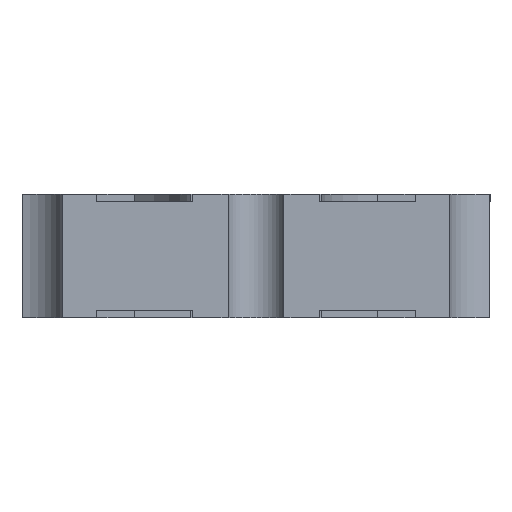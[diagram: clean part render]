
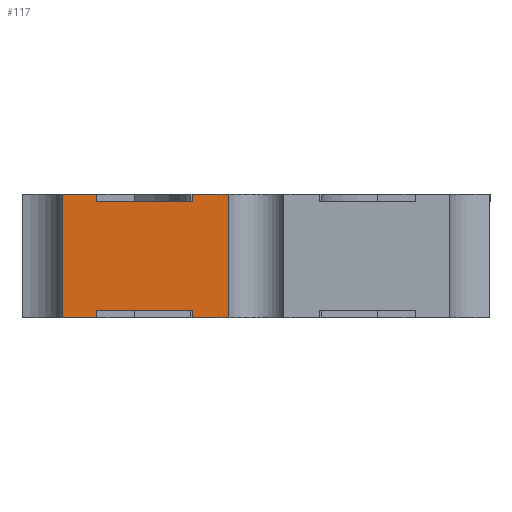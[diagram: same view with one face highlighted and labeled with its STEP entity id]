
A CAD part, left-side view. The second image highlights one B-rep face of the part: STEP entity #117.
In plain terms, the highlighted planar face has unit normal (-1, 0, 0).
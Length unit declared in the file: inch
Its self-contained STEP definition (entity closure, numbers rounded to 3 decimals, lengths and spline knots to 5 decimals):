
#11 = VERTEX_POINT ( 'NONE', #4109 ) ;
#117 = ADVANCED_FACE ( 'NONE', ( #5249 ), #9415, .F. ) ;
#191 = LINE ( 'NONE', #4430, #627 ) ;
#228 = LINE ( 'NONE', #3301, #6934 ) ;
#266 = VECTOR ( 'NONE', #562, 39.37008 ) ;
#562 = DIRECTION ( 'NONE',  ( 0., 1., 0. ) ) ;
#627 = VECTOR ( 'NONE', #5589, 39.37008 ) ;
#812 = VERTEX_POINT ( 'NONE', #12399 ) ;
#917 = CARTESIAN_POINT ( 'NONE',  ( -0.1, 0.065, 0.031 ) ) ;
#1210 = DIRECTION ( 'NONE',  ( 1., 0., 0. ) ) ;
#1316 = CARTESIAN_POINT ( 'NONE',  ( -0.1, 0.017, 0.002 ) ) ;
#1699 = VECTOR ( 'NONE', #11002, 39.37008 ) ;
#1780 = EDGE_CURVE ( 'NONE', #9045, #2143, #4345, .T. ) ;
#1820 = CARTESIAN_POINT ( 'NONE',  ( -0.1, 0.017, 0. ) ) ;
#2143 = VERTEX_POINT ( 'NONE', #1316 ) ;
#2264 = LINE ( 'NONE', #2329, #13056 ) ;
#2329 = CARTESIAN_POINT ( 'NONE',  ( -0.1, 0.065, 0.033 ) ) ;
#2387 = CARTESIAN_POINT ( 'NONE',  ( -0.1, 0.05173, 0.033 ) ) ;
#2595 = CARTESIAN_POINT ( 'NONE',  ( -0.1, 0.00744, 0.002 ) ) ;
#2959 = LINE ( 'NONE', #917, #11328 ) ;
#3019 = EDGE_CURVE ( 'NONE', #2143, #4894, #4293, .T. ) ;
#3277 = EDGE_CURVE ( 'NONE', #11, #812, #11183, .T. ) ;
#3301 = CARTESIAN_POINT ( 'NONE',  ( -0.1, 0.00744, 0. ) ) ;
#3575 = LINE ( 'NONE', #13086, #266 ) ;
#3717 = EDGE_CURVE ( 'NONE', #4894, #6241, #4039, .T. ) ;
#3797 = EDGE_CURVE ( 'NONE', #9045, #9713, #6295, .T. ) ;
#3942 = ORIENTED_EDGE ( 'NONE', *, *, #9857, .T. ) ;
#4039 = LINE ( 'NONE', #8207, #5638 ) ;
#4109 = CARTESIAN_POINT ( 'NONE',  ( -0.1, 0.017, 0.031 ) ) ;
#4153 = EDGE_CURVE ( 'NONE', #11, #10548, #2959, .T. ) ;
#4230 = DIRECTION ( 'NONE',  ( 0., 0., -1. ) ) ;
#4252 = ORIENTED_EDGE ( 'NONE', *, *, #3277, .F. ) ;
#4293 = LINE ( 'NONE', #12368, #5330 ) ;
#4345 = LINE ( 'NONE', #8380, #5654 ) ;
#4412 = EDGE_CURVE ( 'NONE', #8809, #6241, #6973, .T. ) ;
#4430 = CARTESIAN_POINT ( 'NONE',  ( -0.1, 0.05173, 0.002 ) ) ;
#4478 = DIRECTION ( 'NONE',  ( 0., -1., 0. ) ) ;
#4584 = ORIENTED_EDGE ( 'NONE', *, *, #4412, .F. ) ;
#4676 = CARTESIAN_POINT ( 'NONE',  ( -0.1, 0.0425, 0.002 ) ) ;
#4691 = EDGE_CURVE ( 'NONE', #10885, #12981, #191, .T. ) ;
#4701 = ORIENTED_EDGE ( 'NONE', *, *, #5603, .T. ) ;
#4864 = AXIS2_PLACEMENT_3D ( 'NONE', #8391, #1210, #5383 ) ;
#4894 = VERTEX_POINT ( 'NONE', #1820 ) ;
#4903 = CARTESIAN_POINT ( 'NONE',  ( -0.1, 0.017, 0.031 ) ) ;
#4976 = CARTESIAN_POINT ( 'NONE',  ( -0.1, 0.00744, 0. ) ) ;
#5249 = FACE_OUTER_BOUND ( 'NONE', #13528, .T. ) ;
#5330 = VECTOR ( 'NONE', #4230, 39.37008 ) ;
#5383 = DIRECTION ( 'NONE',  ( 0., 0., -1. ) ) ;
#5589 = DIRECTION ( 'NONE',  ( 0., 0., -1. ) ) ;
#5603 = EDGE_CURVE ( 'NONE', #8809, #812, #3575, .T. ) ;
#5638 = VECTOR ( 'NONE', #11356, 39.37008 ) ;
#5654 = VECTOR ( 'NONE', #4478, 39.37008 ) ;
#5884 = ORIENTED_EDGE ( 'NONE', *, *, #3797, .F. ) ;
#6241 = VERTEX_POINT ( 'NONE', #4976 ) ;
#6293 = VECTOR ( 'NONE', #10716, 39.37008 ) ;
#6295 = LINE ( 'NONE', #12523, #13502 ) ;
#6458 = ORIENTED_EDGE ( 'NONE', *, *, #3019, .T. ) ;
#6934 = VECTOR ( 'NONE', #8634, 39.37008 ) ;
#6973 = LINE ( 'NONE', #2595, #1699 ) ;
#7078 = ORIENTED_EDGE ( 'NONE', *, *, #8810, .T. ) ;
#7531 = VERTEX_POINT ( 'NONE', #11411 ) ;
#7857 = LINE ( 'NONE', #8807, #6293 ) ;
#7973 = ORIENTED_EDGE ( 'NONE', *, *, #4153, .T. ) ;
#8143 = VECTOR ( 'NONE', #10088, 39.37008 ) ;
#8207 = CARTESIAN_POINT ( 'NONE',  ( -0.1, 0.00744, 0. ) ) ;
#8380 = CARTESIAN_POINT ( 'NONE',  ( -0.1, 0.017, 0.002 ) ) ;
#8386 = ORIENTED_EDGE ( 'NONE', *, *, #1780, .T. ) ;
#8391 = CARTESIAN_POINT ( 'NONE',  ( -0.1, 0.00744, 0.002 ) ) ;
#8634 = DIRECTION ( 'NONE',  ( 0., -1., 0. ) ) ;
#8807 = CARTESIAN_POINT ( 'NONE',  ( -0.1, 0.0425, 0.031 ) ) ;
#8809 = VERTEX_POINT ( 'NONE', #11512 ) ;
#8810 = EDGE_CURVE ( 'NONE', #12981, #9713, #228, .T. ) ;
#9045 = VERTEX_POINT ( 'NONE', #4676 ) ;
#9280 = EDGE_CURVE ( 'NONE', #7531, #10885, #2264, .T. ) ;
#9415 = PLANE ( 'NONE',  #4864 ) ;
#9713 = VERTEX_POINT ( 'NONE', #12514 ) ;
#9857 = EDGE_CURVE ( 'NONE', #10548, #7531, #7857, .T. ) ;
#10088 = DIRECTION ( 'NONE',  ( 0., 0., 1. ) ) ;
#10548 = VERTEX_POINT ( 'NONE', #10604 ) ;
#10599 = DIRECTION ( 'NONE',  ( 0., 1., 0. ) ) ;
#10604 = CARTESIAN_POINT ( 'NONE',  ( -0.1, 0.0425, 0.031 ) ) ;
#10716 = DIRECTION ( 'NONE',  ( 0., 0., 1. ) ) ;
#10885 = VERTEX_POINT ( 'NONE', #2387 ) ;
#11002 = DIRECTION ( 'NONE',  ( 0., 0., -1. ) ) ;
#11183 = LINE ( 'NONE', #4903, #8143 ) ;
#11328 = VECTOR ( 'NONE', #13367, 39.37008 ) ;
#11356 = DIRECTION ( 'NONE',  ( 0., -1., 0. ) ) ;
#11387 = CARTESIAN_POINT ( 'NONE',  ( -0.1, 0.05173, 0. ) ) ;
#11411 = CARTESIAN_POINT ( 'NONE',  ( -0.1, 0.0425, 0.033 ) ) ;
#11512 = CARTESIAN_POINT ( 'NONE',  ( -0.1, 0.00744, 0.033 ) ) ;
#11692 = DIRECTION ( 'NONE',  ( 0., 0., -1. ) ) ;
#12368 = CARTESIAN_POINT ( 'NONE',  ( -0.1, 0.017, 0.002 ) ) ;
#12399 = CARTESIAN_POINT ( 'NONE',  ( -0.1, 0.017, 0.033 ) ) ;
#12409 = ORIENTED_EDGE ( 'NONE', *, *, #3717, .T. ) ;
#12514 = CARTESIAN_POINT ( 'NONE',  ( -0.1, 0.0425, 0. ) ) ;
#12523 = CARTESIAN_POINT ( 'NONE',  ( -0.1, 0.0425, 0.002 ) ) ;
#12807 = ORIENTED_EDGE ( 'NONE', *, *, #4691, .T. ) ;
#12981 = VERTEX_POINT ( 'NONE', #11387 ) ;
#13056 = VECTOR ( 'NONE', #10599, 39.37008 ) ;
#13086 = CARTESIAN_POINT ( 'NONE',  ( -0.1, 0.065, 0.033 ) ) ;
#13124 = ORIENTED_EDGE ( 'NONE', *, *, #9280, .T. ) ;
#13367 = DIRECTION ( 'NONE',  ( 0., 1., 0. ) ) ;
#13502 = VECTOR ( 'NONE', #11692, 39.37008 ) ;
#13528 = EDGE_LOOP ( 'NONE', ( #4252, #7973, #3942, #13124, #12807, #7078, #5884, #8386, #6458, #12409, #4584, #4701 ) ) ;
